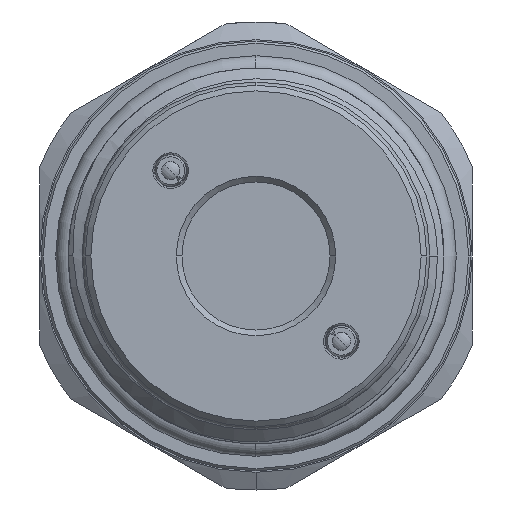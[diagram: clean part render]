
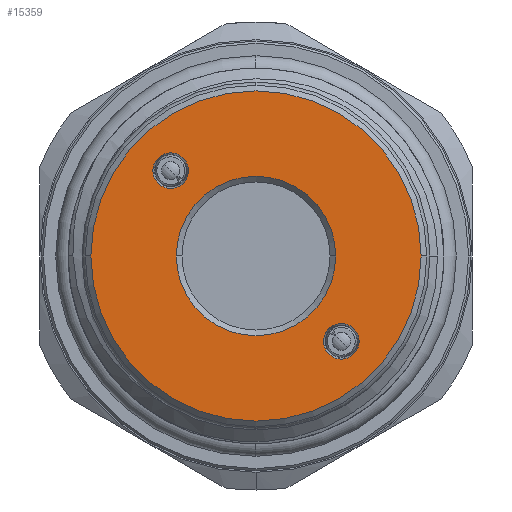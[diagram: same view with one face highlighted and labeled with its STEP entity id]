
A CAD part, left-side view. The second image highlights one B-rep face of the part: STEP entity #15359.
In plain terms, the highlighted planar face has unit normal (-1, 0, 0).
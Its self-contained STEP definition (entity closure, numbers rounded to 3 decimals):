
#128 = CARTESIAN_POINT ( 'NONE',  ( 0., -7.495, -7.495 ) ) ;
#440 = ORIENTED_EDGE ( 'NONE', *, *, #17592, .F. ) ;
#610 = ORIENTED_EDGE ( 'NONE', *, *, #7784, .T. ) ;
#1230 = DIRECTION ( 'NONE',  ( 0., 1., 0. ) ) ;
#1385 = FACE_BOUND ( 'NONE', #9685, .T. ) ;
#1544 = EDGE_LOOP ( 'NONE', ( #610, #14350 ) ) ;
#1805 = FACE_BOUND ( 'NONE', #1942, .T. ) ;
#1942 = EDGE_LOOP ( 'NONE', ( #3181, #440 ) ) ;
#3113 = EDGE_CURVE ( 'NONE', #9441, #10873, #8230, .T. ) ;
#3159 = VERTEX_POINT ( 'NONE', #17901 ) ;
#3181 = ORIENTED_EDGE ( 'NONE', *, *, #3113, .F. ) ;
#3304 = EDGE_CURVE ( 'NONE', #7176, #3159, #11956, .T. ) ;
#3902 = DIRECTION ( 'NONE',  ( 0., 0., -1. ) ) ;
#4013 = CARTESIAN_POINT ( 'NONE',  ( 0., 0., 0. ) ) ;
#4193 = CARTESIAN_POINT ( 'NONE',  ( 0., 7.495, 7.495 ) ) ;
#4498 = DIRECTION ( 'NONE',  ( -1., 0., 0. ) ) ;
#4564 = AXIS2_PLACEMENT_3D ( 'NONE', #6951, #16809, #9786 ) ;
#5373 = DIRECTION ( 'NONE',  ( 0., 1., 0. ) ) ;
#5473 = AXIS2_PLACEMENT_3D ( 'NONE', #4193, #18260, #14079 ) ;
#5640 = CARTESIAN_POINT ( 'NONE',  ( 0., 7.495, 5.935 ) ) ;
#5865 = AXIS2_PLACEMENT_3D ( 'NONE', #17840, #8083, #3902 ) ;
#6172 = VERTEX_POINT ( 'NONE', #5640 ) ;
#6246 = VERTEX_POINT ( 'NONE', #17538 ) ;
#6808 = CARTESIAN_POINT ( 'NONE',  ( 0., -14.5, 0. ) ) ;
#6929 = AXIS2_PLACEMENT_3D ( 'NONE', #128, #4498, #14145 ) ;
#6951 = CARTESIAN_POINT ( 'NONE',  ( 0., 0., 0. ) ) ;
#7176 = VERTEX_POINT ( 'NONE', #7609 ) ;
#7609 = CARTESIAN_POINT ( 'NONE',  ( 0., 7., 0. ) ) ;
#7734 = EDGE_CURVE ( 'NONE', #15579, #6172, #14466, .T. ) ;
#7784 = EDGE_CURVE ( 'NONE', #3159, #7176, #9199, .T. ) ;
#7912 = DIRECTION ( 'NONE',  ( 1., 0., 0. ) ) ;
#8083 = DIRECTION ( 'NONE',  ( -1., 0., 0. ) ) ;
#8158 = DIRECTION ( 'NONE',  ( -1., 0., 0. ) ) ;
#8230 = CIRCLE ( 'NONE', #5865, 1.561 ) ;
#8270 = AXIS2_PLACEMENT_3D ( 'NONE', #14894, #10741, #12363 ) ;
#9199 = CIRCLE ( 'NONE', #16766, 7. ) ;
#9441 = VERTEX_POINT ( 'NONE', #10228 ) ;
#9602 = PLANE ( 'NONE',  #17262 ) ;
#9685 = EDGE_LOOP ( 'NONE', ( #10533, #10717 ) ) ;
#9786 = DIRECTION ( 'NONE',  ( 0., 1., 0. ) ) ;
#9815 = AXIS2_PLACEMENT_3D ( 'NONE', #4013, #18081, #1230 ) ;
#9849 = EDGE_LOOP ( 'NONE', ( #14487, #10005 ) ) ;
#10005 = ORIENTED_EDGE ( 'NONE', *, *, #11427, .T. ) ;
#10228 = CARTESIAN_POINT ( 'NONE',  ( 0., -7.495, -9.056 ) ) ;
#10486 = EDGE_CURVE ( 'NONE', #6172, #15579, #15738, .T. ) ;
#10533 = ORIENTED_EDGE ( 'NONE', *, *, #7734, .F. ) ;
#10717 = ORIENTED_EDGE ( 'NONE', *, *, #10486, .F. ) ;
#10741 = DIRECTION ( 'NONE',  ( -1., 0., 0. ) ) ;
#10873 = VERTEX_POINT ( 'NONE', #15207 ) ;
#10963 = CARTESIAN_POINT ( 'NONE',  ( 0., 0., 0. ) ) ;
#10988 = EDGE_CURVE ( 'NONE', #6246, #14082, #15813, .T. ) ;
#10994 = CARTESIAN_POINT ( 'NONE',  ( 0., 0., 0. ) ) ;
#11427 = EDGE_CURVE ( 'NONE', #14082, #6246, #18170, .T. ) ;
#11711 = AXIS2_PLACEMENT_3D ( 'NONE', #10994, #8158, #15217 ) ;
#11956 = CIRCLE ( 'NONE', #4564, 7. ) ;
#12363 = DIRECTION ( 'NONE',  ( 0., 0., 1. ) ) ;
#12748 = CARTESIAN_POINT ( 'NONE',  ( 0., 7.495, 9.056 ) ) ;
#13048 = FACE_OUTER_BOUND ( 'NONE', #9849, .T. ) ;
#13770 = DIRECTION ( 'NONE',  ( 1., 0., 0. ) ) ;
#14079 = DIRECTION ( 'NONE',  ( 0., 0., 1. ) ) ;
#14082 = VERTEX_POINT ( 'NONE', #6808 ) ;
#14145 = DIRECTION ( 'NONE',  ( 0., 0., -1. ) ) ;
#14350 = ORIENTED_EDGE ( 'NONE', *, *, #3304, .T. ) ;
#14466 = CIRCLE ( 'NONE', #8270, 1.561 ) ;
#14487 = ORIENTED_EDGE ( 'NONE', *, *, #10988, .T. ) ;
#14894 = CARTESIAN_POINT ( 'NONE',  ( 0., 7.495, 7.495 ) ) ;
#15207 = CARTESIAN_POINT ( 'NONE',  ( 0., -7.495, -5.935 ) ) ;
#15217 = DIRECTION ( 'NONE',  ( 0., 1., 0. ) ) ;
#15359 = ADVANCED_FACE ( 'NONE', ( #15900, #13048, #1385, #1805 ), #9602, .F. ) ;
#15579 = VERTEX_POINT ( 'NONE', #12748 ) ;
#15738 = CIRCLE ( 'NONE', #5473, 1.561 ) ;
#15813 = CIRCLE ( 'NONE', #9815, 14.5 ) ;
#15900 = FACE_BOUND ( 'NONE', #1544, .T. ) ;
#16335 = CARTESIAN_POINT ( 'NONE',  ( 0., 0., 0. ) ) ;
#16476 = CIRCLE ( 'NONE', #6929, 1.561 ) ;
#16766 = AXIS2_PLACEMENT_3D ( 'NONE', #16335, #7912, #17737 ) ;
#16809 = DIRECTION ( 'NONE',  ( 1., 0., 0. ) ) ;
#17262 = AXIS2_PLACEMENT_3D ( 'NONE', #10963, #13770, #5373 ) ;
#17538 = CARTESIAN_POINT ( 'NONE',  ( 0., 14.5, 0. ) ) ;
#17592 = EDGE_CURVE ( 'NONE', #10873, #9441, #16476, .T. ) ;
#17737 = DIRECTION ( 'NONE',  ( 0., 1., 0. ) ) ;
#17840 = CARTESIAN_POINT ( 'NONE',  ( 0., -7.495, -7.495 ) ) ;
#17901 = CARTESIAN_POINT ( 'NONE',  ( 0., -7., 0. ) ) ;
#18081 = DIRECTION ( 'NONE',  ( -1., 0., 0. ) ) ;
#18170 = CIRCLE ( 'NONE', #11711, 14.5 ) ;
#18260 = DIRECTION ( 'NONE',  ( -1., 0., 0. ) ) ;
